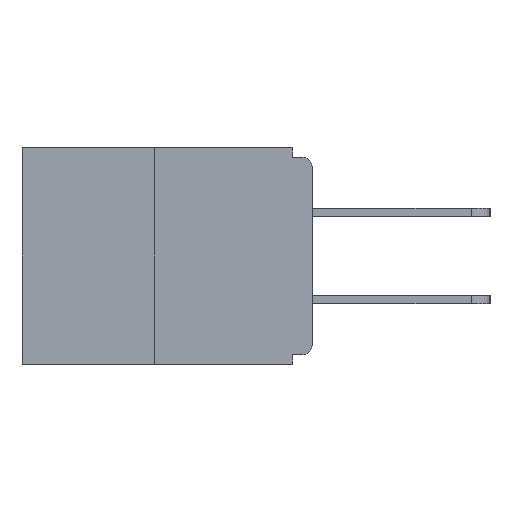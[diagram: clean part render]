
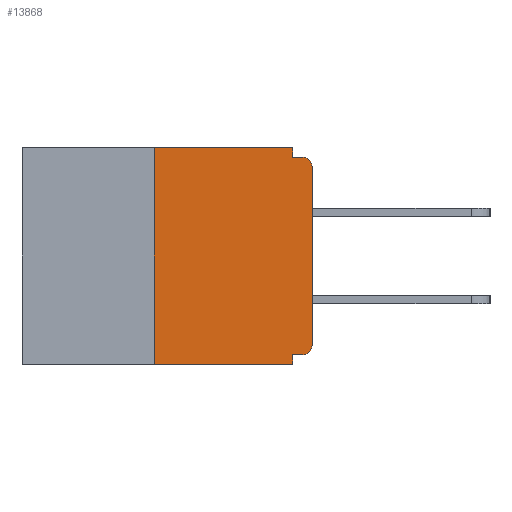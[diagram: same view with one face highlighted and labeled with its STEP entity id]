
A CAD part, left-side view. The second image highlights one B-rep face of the part: STEP entity #13868.
In plain terms, the highlighted planar face has unit normal (-1, 0, 0).
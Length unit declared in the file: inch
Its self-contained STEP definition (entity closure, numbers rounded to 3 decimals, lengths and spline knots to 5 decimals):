
#245 = VECTOR ( 'NONE', #8922, 39.37008 ) ;
#534 = EDGE_CURVE ( 'NONE', #13845, #2677, #11943, .T. ) ;
#554 = AXIS2_PLACEMENT_3D ( 'NONE', #10129, #12663, #13875 ) ;
#596 = VERTEX_POINT ( 'NONE', #872 ) ;
#636 = PLANE ( 'NONE',  #16511 ) ;
#697 = EDGE_CURVE ( 'NONE', #2245, #6846, #1379, .T. ) ;
#872 = CARTESIAN_POINT ( 'NONE',  ( 0., 0.015, -0.015 ) ) ;
#1166 = EDGE_CURVE ( 'NONE', #8880, #6846, #4625, .T. ) ;
#1186 = CARTESIAN_POINT ( 'NONE',  ( 0., 0.031, -0.343 ) ) ;
#1379 = LINE ( 'NONE', #8986, #15036 ) ;
#1449 = CARTESIAN_POINT ( 'NONE',  ( 0., 0., -0.015 ) ) ;
#1553 = VECTOR ( 'NONE', #14837, 39.37008 ) ;
#2245 = VERTEX_POINT ( 'NONE', #9069 ) ;
#2335 = EDGE_CURVE ( 'NONE', #2245, #7314, #14147, .T. ) ;
#2677 = VERTEX_POINT ( 'NONE', #4753 ) ;
#2930 = CARTESIAN_POINT ( 'NONE',  ( 0., 0., 0. ) ) ;
#3247 = VECTOR ( 'NONE', #11872, 39.37008 ) ;
#3736 = ORIENTED_EDGE ( 'NONE', *, *, #12364, .F. ) ;
#3838 = CIRCLE ( 'NONE', #10424, 0.015 ) ;
#3867 = VERTEX_POINT ( 'NONE', #6672 ) ;
#4015 = VECTOR ( 'NONE', #11761, 39.37008 ) ;
#4625 = LINE ( 'NONE', #1186, #4015 ) ;
#4648 = VERTEX_POINT ( 'NONE', #9733 ) ;
#4753 = CARTESIAN_POINT ( 'NONE',  ( 0., 0., -0.313 ) ) ;
#5003 = FACE_OUTER_BOUND ( 'NONE', #10510, .T. ) ;
#5591 = DIRECTION ( 'NONE',  ( 0., 0., 1. ) ) ;
#5889 = LINE ( 'NONE', #1449, #11493 ) ;
#5917 = CARTESIAN_POINT ( 'NONE',  ( 0., 0.015, -0.328 ) ) ;
#6177 = EDGE_CURVE ( 'NONE', #9584, #596, #3838, .T. ) ;
#6260 = CARTESIAN_POINT ( 'NONE',  ( 0., 0.46, 0. ) ) ;
#6636 = DIRECTION ( 'NONE',  ( 0., -1., 0. ) ) ;
#6672 = CARTESIAN_POINT ( 'NONE',  ( 0., 0.031, -0.015 ) ) ;
#6846 = VERTEX_POINT ( 'NONE', #7377 ) ;
#6918 = DIRECTION ( 'NONE',  ( 0., 0., 1. ) ) ;
#7231 = CARTESIAN_POINT ( 'NONE',  ( 0., 0.46, 0. ) ) ;
#7314 = VERTEX_POINT ( 'NONE', #9798 ) ;
#7317 = LINE ( 'NONE', #2930, #7934 ) ;
#7377 = CARTESIAN_POINT ( 'NONE',  ( 0., 0.031, -0.343 ) ) ;
#7934 = VECTOR ( 'NONE', #6918, 39.37008 ) ;
#8880 = VERTEX_POINT ( 'NONE', #10749 ) ;
#8922 = DIRECTION ( 'NONE',  ( 0., -1., 0. ) ) ;
#8986 = CARTESIAN_POINT ( 'NONE',  ( 0., 0.46, -0.343 ) ) ;
#9069 = CARTESIAN_POINT ( 'NONE',  ( 0., 0.25, -0.343 ) ) ;
#9147 = ORIENTED_EDGE ( 'NONE', *, *, #697, .T. ) ;
#9198 = CARTESIAN_POINT ( 'NONE',  ( 0., 0., -0.328 ) ) ;
#9486 = CARTESIAN_POINT ( 'NONE',  ( 0., 0.031, 0. ) ) ;
#9517 = ORIENTED_EDGE ( 'NONE', *, *, #12460, .T. ) ;
#9539 = ORIENTED_EDGE ( 'NONE', *, *, #534, .T. ) ;
#9584 = VERTEX_POINT ( 'NONE', #12577 ) ;
#9733 = CARTESIAN_POINT ( 'NONE',  ( 0., 0.031, 0. ) ) ;
#9798 = CARTESIAN_POINT ( 'NONE',  ( 0., 0.25, 0. ) ) ;
#10129 = CARTESIAN_POINT ( 'NONE',  ( 0., 0.015, -0.313 ) ) ;
#10310 = DIRECTION ( 'NONE',  ( -1., 0., 0. ) ) ;
#10419 = ORIENTED_EDGE ( 'NONE', *, *, #6177, .T. ) ;
#10424 = AXIS2_PLACEMENT_3D ( 'NONE', #16531, #10310, #13013 ) ;
#10510 = EDGE_LOOP ( 'NONE', ( #11223, #12839, #9147, #14498, #12564, #9539, #9517, #10419, #3736, #16850 ) ) ;
#10648 = EDGE_CURVE ( 'NONE', #13845, #8880, #10712, .T. ) ;
#10712 = LINE ( 'NONE', #9198, #3247 ) ;
#10749 = CARTESIAN_POINT ( 'NONE',  ( 0., 0.031, -0.328 ) ) ;
#10799 = VECTOR ( 'NONE', #5591, 39.37008 ) ;
#11115 = DIRECTION ( 'NONE',  ( 0., 0., -1. ) ) ;
#11162 = LINE ( 'NONE', #6260, #245 ) ;
#11223 = ORIENTED_EDGE ( 'NONE', *, *, #16385, .F. ) ;
#11493 = VECTOR ( 'NONE', #6636, 39.37008 ) ;
#11761 = DIRECTION ( 'NONE',  ( 0., 0., -1. ) ) ;
#11872 = DIRECTION ( 'NONE',  ( 0., 1., 0. ) ) ;
#11943 = CIRCLE ( 'NONE', #554, 0.015 ) ;
#12364 = EDGE_CURVE ( 'NONE', #3867, #596, #5889, .T. ) ;
#12460 = EDGE_CURVE ( 'NONE', #2677, #9584, #7317, .T. ) ;
#12564 = ORIENTED_EDGE ( 'NONE', *, *, #10648, .F. ) ;
#12577 = CARTESIAN_POINT ( 'NONE',  ( 0., 0., -0.03 ) ) ;
#12663 = DIRECTION ( 'NONE',  ( -1., 0., 0. ) ) ;
#12839 = ORIENTED_EDGE ( 'NONE', *, *, #2335, .F. ) ;
#13013 = DIRECTION ( 'NONE',  ( 0., 0., -1. ) ) ;
#13640 = DIRECTION ( 'NONE',  ( 1., 0., 0. ) ) ;
#13845 = VERTEX_POINT ( 'NONE', #5917 ) ;
#13868 = ADVANCED_FACE ( 'NONE', ( #5003 ), #636, .F. ) ;
#13875 = DIRECTION ( 'NONE',  ( 0., 0., -1. ) ) ;
#14147 = LINE ( 'NONE', #15747, #10799 ) ;
#14160 = DIRECTION ( 'NONE',  ( 0., -1., 0. ) ) ;
#14366 = EDGE_CURVE ( 'NONE', #4648, #3867, #16648, .T. ) ;
#14498 = ORIENTED_EDGE ( 'NONE', *, *, #1166, .F. ) ;
#14837 = DIRECTION ( 'NONE',  ( 0., 0., -1. ) ) ;
#15036 = VECTOR ( 'NONE', #14160, 39.37008 ) ;
#15747 = CARTESIAN_POINT ( 'NONE',  ( 0., 0.25, 0. ) ) ;
#16385 = EDGE_CURVE ( 'NONE', #7314, #4648, #11162, .T. ) ;
#16511 = AXIS2_PLACEMENT_3D ( 'NONE', #7231, #13640, #11115 ) ;
#16531 = CARTESIAN_POINT ( 'NONE',  ( 0., 0.015, -0.03 ) ) ;
#16648 = LINE ( 'NONE', #9486, #1553 ) ;
#16850 = ORIENTED_EDGE ( 'NONE', *, *, #14366, .F. ) ;
